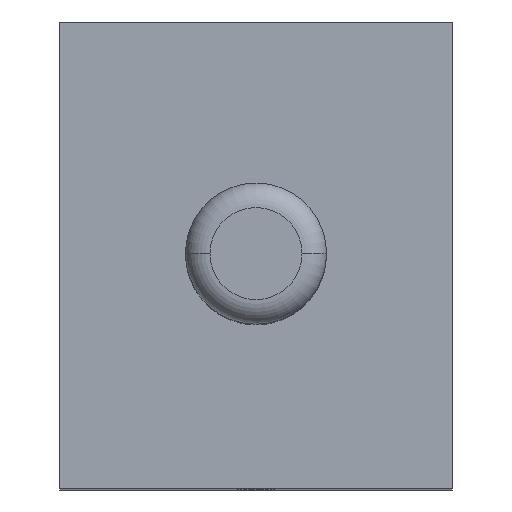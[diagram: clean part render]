
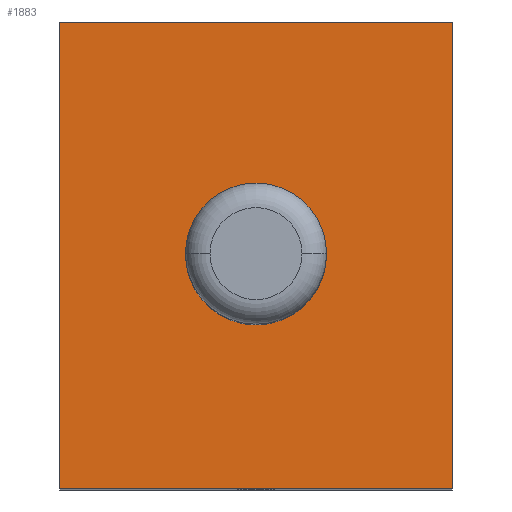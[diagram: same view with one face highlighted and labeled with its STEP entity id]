
A CAD part, top view. The second image highlights one B-rep face of the part: STEP entity #1883.
In plain terms, the highlighted planar face has unit normal (0, 0, 1).
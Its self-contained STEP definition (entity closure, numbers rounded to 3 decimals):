
#3 = LINE ( 'NONE', #867, #997 ) ;
#5 = ORIENTED_EDGE ( 'NONE', *, *, #1478, .F. ) ;
#47 = EDGE_CURVE ( 'NONE', #420, #777, #1555, .T. ) ;
#62 = DIRECTION ( 'NONE',  ( 0., -1., 0. ) ) ;
#181 = DIRECTION ( 'NONE',  ( 1., 0., 0. ) ) ;
#231 = EDGE_CURVE ( 'NONE', #1893, #777, #3, .T. ) ;
#292 = DIRECTION ( 'NONE',  ( 1., 0., 0. ) ) ;
#321 = AXIS2_PLACEMENT_3D ( 'NONE', #770, #476, #181 ) ;
#326 = LINE ( 'NONE', #465, #741 ) ;
#333 = CARTESIAN_POINT ( 'NONE',  ( -32., -19., 32. ) ) ;
#336 = CARTESIAN_POINT ( 'NONE',  ( -11., 0., 32. ) ) ;
#337 = CARTESIAN_POINT ( 'NONE',  ( -32., 19., 32. ) ) ;
#420 = VERTEX_POINT ( 'NONE', #935 ) ;
#429 = EDGE_CURVE ( 'NONE', #731, #420, #637, .T. ) ;
#465 = CARTESIAN_POINT ( 'NONE',  ( -32., -19., 32. ) ) ;
#476 = DIRECTION ( 'NONE',  ( 0., 0., 1. ) ) ;
#542 = ORIENTED_EDGE ( 'NONE', *, *, #231, .T. ) ;
#573 = CARTESIAN_POINT ( 'NONE',  ( -21., 0., 32. ) ) ;
#584 = FACE_BOUND ( 'NONE', #1909, .T. ) ;
#637 = LINE ( 'NONE', #337, #1460 ) ;
#648 = ORIENTED_EDGE ( 'NONE', *, *, #1796, .F. ) ;
#731 = VERTEX_POINT ( 'NONE', #871 ) ;
#741 = VECTOR ( 'NONE', #1630, 1000. ) ;
#770 = CARTESIAN_POINT ( 'NONE',  ( -16., 0., 32. ) ) ;
#776 = AXIS2_PLACEMENT_3D ( 'NONE', #1814, #1483, #1793 ) ;
#777 = VERTEX_POINT ( 'NONE', #988 ) ;
#802 = ORIENTED_EDGE ( 'NONE', *, *, #429, .F. ) ;
#867 = CARTESIAN_POINT ( 'NONE',  ( -32., -19., 32. ) ) ;
#871 = CARTESIAN_POINT ( 'NONE',  ( -32., 19., 32. ) ) ;
#892 = PLANE ( 'NONE',  #1094 ) ;
#917 = VECTOR ( 'NONE', #62, 1000. ) ;
#935 = CARTESIAN_POINT ( 'NONE',  ( 0., 19., 32. ) ) ;
#988 = CARTESIAN_POINT ( 'NONE',  ( 0., -19., 32. ) ) ;
#997 = VECTOR ( 'NONE', #1601, 1000. ) ;
#1015 = ORIENTED_EDGE ( 'NONE', *, *, #1434, .T. ) ;
#1033 = CARTESIAN_POINT ( 'NONE',  ( -32., -19., 32. ) ) ;
#1094 = AXIS2_PLACEMENT_3D ( 'NONE', #1033, #1618, #292 ) ;
#1211 = ORIENTED_EDGE ( 'NONE', *, *, #47, .F. ) ;
#1276 = CIRCLE ( 'NONE', #321, 5. ) ;
#1434 = EDGE_CURVE ( 'NONE', #731, #1893, #326, .T. ) ;
#1460 = VECTOR ( 'NONE', #1632, 1000. ) ;
#1478 = EDGE_CURVE ( 'NONE', #1535, #1688, #1594, .T. ) ;
#1483 = DIRECTION ( 'NONE',  ( 0., 0., 1. ) ) ;
#1535 = VERTEX_POINT ( 'NONE', #336 ) ;
#1555 = LINE ( 'NONE', #1723, #917 ) ;
#1594 = CIRCLE ( 'NONE', #776, 5. ) ;
#1601 = DIRECTION ( 'NONE',  ( 1., 0., 0. ) ) ;
#1618 = DIRECTION ( 'NONE',  ( 0., 0., 1. ) ) ;
#1627 = FACE_OUTER_BOUND ( 'NONE', #1767, .T. ) ;
#1630 = DIRECTION ( 'NONE',  ( 0., -1., 0. ) ) ;
#1632 = DIRECTION ( 'NONE',  ( 1., 0., 0. ) ) ;
#1688 = VERTEX_POINT ( 'NONE', #573 ) ;
#1723 = CARTESIAN_POINT ( 'NONE',  ( 0., -19., 32. ) ) ;
#1767 = EDGE_LOOP ( 'NONE', ( #1211, #802, #1015, #542 ) ) ;
#1793 = DIRECTION ( 'NONE',  ( 1., 0., 0. ) ) ;
#1796 = EDGE_CURVE ( 'NONE', #1688, #1535, #1276, .T. ) ;
#1814 = CARTESIAN_POINT ( 'NONE',  ( -16., 0., 32. ) ) ;
#1883 = ADVANCED_FACE ( 'NONE', ( #1627, #584 ), #892, .T. ) ;
#1893 = VERTEX_POINT ( 'NONE', #333 ) ;
#1909 = EDGE_LOOP ( 'NONE', ( #648, #5 ) ) ;
